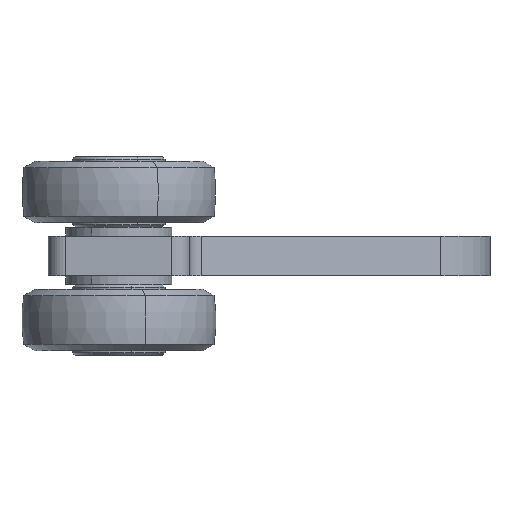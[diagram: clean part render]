
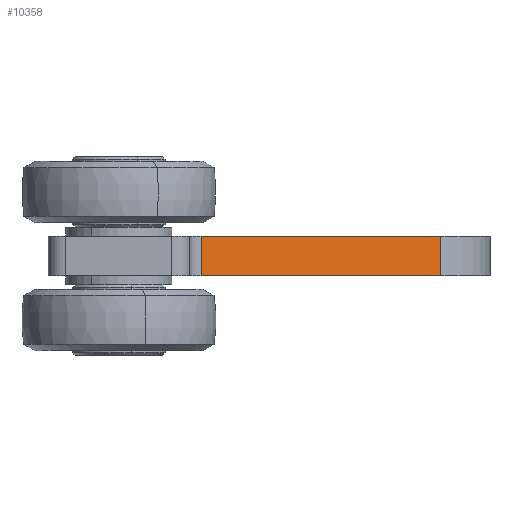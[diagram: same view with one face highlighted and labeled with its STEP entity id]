
A CAD part, left-side view. The second image highlights one B-rep face of the part: STEP entity #10358.
In plain terms, the highlighted planar face has unit normal (-0.938, -0.346, 0).
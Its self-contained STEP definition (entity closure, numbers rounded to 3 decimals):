
#194 = VECTOR ( 'NONE', #11935, 1000. ) ;
#1101 = DIRECTION ( 'NONE',  ( 0., 0., 1. ) ) ;
#1448 = EDGE_CURVE ( 'NONE', #7178, #3503, #4062, .T. ) ;
#1697 = PLANE ( 'NONE',  #8362 ) ;
#1787 = DIRECTION ( 'NONE',  ( 0.346, -0.938, 0. ) ) ;
#2103 = DIRECTION ( 'NONE',  ( 0., 0., 1. ) ) ;
#2231 = VERTEX_POINT ( 'NONE', #5282 ) ;
#2980 = FACE_OUTER_BOUND ( 'NONE', #6674, .T. ) ;
#3486 = CARTESIAN_POINT ( 'NONE',  ( 21.896, 111.051, 18.687 ) ) ;
#3503 = VERTEX_POINT ( 'NONE', #10625 ) ;
#3562 = CARTESIAN_POINT ( 'NONE',  ( 11.879, 138.17, 18.687 ) ) ;
#4062 = LINE ( 'NONE', #3486, #194 ) ;
#4302 = EDGE_CURVE ( 'NONE', #7178, #6890, #7054, .T. ) ;
#4541 = VECTOR ( 'NONE', #2103, 1000. ) ;
#5282 = CARTESIAN_POINT ( 'NONE',  ( 21.896, 111.051, 23.187 ) ) ;
#5978 = CARTESIAN_POINT ( 'NONE',  ( 11.879, 138.17, 18.687 ) ) ;
#6191 = VECTOR ( 'NONE', #1787, 1000. ) ;
#6395 = EDGE_CURVE ( 'NONE', #6890, #2231, #11360, .T. ) ;
#6674 = EDGE_LOOP ( 'NONE', ( #12338, #7931, #10813, #8128 ) ) ;
#6890 = VERTEX_POINT ( 'NONE', #9037 ) ;
#7054 = LINE ( 'NONE', #5978, #10303 ) ;
#7178 = VERTEX_POINT ( 'NONE', #3562 ) ;
#7931 = ORIENTED_EDGE ( 'NONE', *, *, #4302, .F. ) ;
#8128 = ORIENTED_EDGE ( 'NONE', *, *, #13289, .T. ) ;
#8362 = AXIS2_PLACEMENT_3D ( 'NONE', #10902, #13070, #8966 ) ;
#8966 = DIRECTION ( 'NONE',  ( 0.346, -0.938, 0. ) ) ;
#9037 = CARTESIAN_POINT ( 'NONE',  ( 11.879, 138.17, 23.187 ) ) ;
#9229 = LINE ( 'NONE', #11220, #4541 ) ;
#10303 = VECTOR ( 'NONE', #1101, 1000. ) ;
#10358 = ADVANCED_FACE ( 'NONE', ( #2980 ), #1697, .T. ) ;
#10625 = CARTESIAN_POINT ( 'NONE',  ( 21.896, 111.051, 18.687 ) ) ;
#10813 = ORIENTED_EDGE ( 'NONE', *, *, #1448, .T. ) ;
#10902 = CARTESIAN_POINT ( 'NONE',  ( 21.896, 111.051, 18.687 ) ) ;
#11220 = CARTESIAN_POINT ( 'NONE',  ( 21.896, 111.051, 18.687 ) ) ;
#11360 = LINE ( 'NONE', #13110, #6191 ) ;
#11935 = DIRECTION ( 'NONE',  ( 0.346, -0.938, 0. ) ) ;
#12338 = ORIENTED_EDGE ( 'NONE', *, *, #6395, .F. ) ;
#13070 = DIRECTION ( 'NONE',  ( -0.938, -0.346, 0. ) ) ;
#13110 = CARTESIAN_POINT ( 'NONE',  ( 21.896, 111.051, 23.187 ) ) ;
#13289 = EDGE_CURVE ( 'NONE', #3503, #2231, #9229, .T. ) ;
